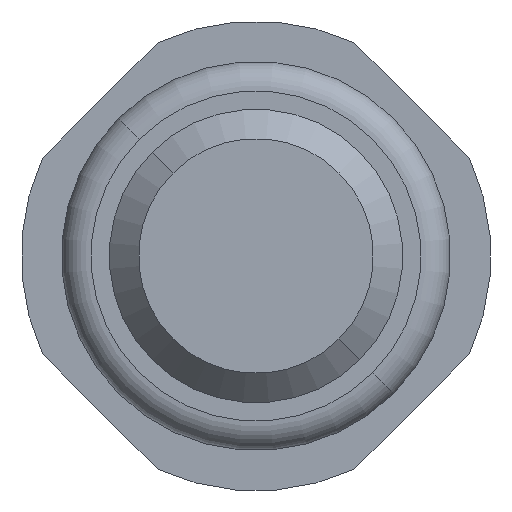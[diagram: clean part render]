
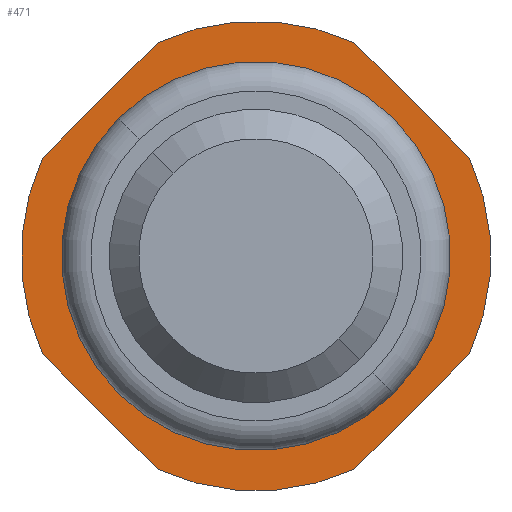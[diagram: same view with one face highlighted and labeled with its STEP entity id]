
A CAD part, front view. The second image highlights one B-rep face of the part: STEP entity #471.
In plain terms, the highlighted planar face has unit normal (0, -1, 0).
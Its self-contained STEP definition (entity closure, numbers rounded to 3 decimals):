
#7 = LINE ( 'NONE', #2803, #2885 ) ;
#14 = VERTEX_POINT ( 'NONE', #1688 ) ;
#41 = VERTEX_POINT ( 'NONE', #321 ) ;
#46 = CARTESIAN_POINT ( 'NONE',  ( 2.192, -2., 0.071 ) ) ;
#130 = VERTEX_POINT ( 'NONE', #2405 ) ;
#181 = CARTESIAN_POINT ( 'NONE',  ( -0.937, -2., 0.937 ) ) ;
#189 = AXIS2_PLACEMENT_3D ( 'NONE', #2447, #3121, #3416 ) ;
#233 = DIRECTION ( 'NONE',  ( 0., 1., 0. ) ) ;
#279 = DIRECTION ( 'NONE',  ( 0.707, 0., 0.707 ) ) ;
#321 = CARTESIAN_POINT ( 'NONE',  ( 1.454, -2., -0.667 ) ) ;
#324 = ORIENTED_EDGE ( 'NONE', *, *, #1970, .F. ) ;
#347 = ORIENTED_EDGE ( 'NONE', *, *, #2507, .F. ) ;
#355 = CARTESIAN_POINT ( 'NONE',  ( 1.454, -2., 0.667 ) ) ;
#408 = ORIENTED_EDGE ( 'NONE', *, *, #2088, .F. ) ;
#471 = ADVANCED_FACE ( 'Defeature ausgef�hrt3_8', ( #3131, #2450 ), #4304, .F. ) ;
#501 = AXIS2_PLACEMENT_3D ( 'NONE', #2648, #2664, #3964 ) ;
#552 = VERTEX_POINT ( 'NONE', #1495 ) ;
#570 = CIRCLE ( 'NONE', #2183, 1.6 ) ;
#711 = DIRECTION ( 'NONE',  ( -0.707, 0., -0.707 ) ) ;
#771 = VECTOR ( 'NONE', #711, 1000. ) ;
#797 = AXIS2_PLACEMENT_3D ( 'NONE', #2759, #1061, #3422 ) ;
#813 = VERTEX_POINT ( 'NONE', #2289 ) ;
#855 = CIRCLE ( 'NONE', #3779, 1.6 ) ;
#857 = CARTESIAN_POINT ( 'NONE',  ( 0., -2., 0. ) ) ;
#954 = CIRCLE ( 'NONE', #4016, 1.325 ) ;
#1061 = DIRECTION ( 'NONE',  ( 0., 1., 0. ) ) ;
#1177 = LINE ( 'NONE', #2055, #2365 ) ;
#1207 = ORIENTED_EDGE ( 'NONE', *, *, #1554, .T. ) ;
#1319 = EDGE_LOOP ( 'NONE', ( #1828, #1207 ) ) ;
#1326 = EDGE_CURVE ( 'Defeature ausgef�hrt3_6+Defeature ausgef�hrt3_8+Defeature ausgef�hrt3_13+Defeature ausgef�hrt3_14', #813, #4091, #3233, .T. ) ;
#1330 = CARTESIAN_POINT ( 'NONE',  ( 0., -2., 0. ) ) ;
#1367 = DIRECTION ( 'NONE',  ( -0.707, 0., 0.707 ) ) ;
#1475 = EDGE_LOOP ( 'NONE', ( #408, #2562, #3444, #2321, #347, #3664, #324, #3328 ) ) ;
#1495 = CARTESIAN_POINT ( 'NONE',  ( 0.667, -2., 1.454 ) ) ;
#1508 = VERTEX_POINT ( 'NONE', #181 ) ;
#1554 = EDGE_CURVE ( 'Defeature ausgef�hrt3_8+Defeature ausgef�hrt3_10+Defeature ausgef�hrt3_10+Defeature ausgef�hrt3_10', #14, #1508, #954, .T. ) ;
#1688 = CARTESIAN_POINT ( 'NONE',  ( 0.937, -2., -0.937 ) ) ;
#1715 = CIRCLE ( 'NONE', #501, 1.6 ) ;
#1828 = ORIENTED_EDGE ( 'NONE', *, *, #3503, .T. ) ;
#1876 = EDGE_CURVE ( 'Defeature ausgef�hrt3_4+Defeature ausgef�hrt3_8+Defeature ausgef�hrt3_15+Defeature ausgef�hrt3_12', #2399, #41, #570, .T. ) ;
#1887 = DIRECTION ( 'NONE',  ( 0.707, 0., -0.707 ) ) ;
#1904 = DIRECTION ( 'NONE',  ( -0.707, 0., 0.707 ) ) ;
#1921 = CARTESIAN_POINT ( 'NONE',  ( 0.667, -2., -1.454 ) ) ;
#1970 = EDGE_CURVE ( 'Defeature ausgef�hrt3_12+Defeature ausgef�hrt3_8+Defeature ausgef�hrt3_4+Defeature ausgef�hrt3_7', #41, #4283, #3494, .T. ) ;
#2055 = CARTESIAN_POINT ( 'NONE',  ( 0.071, -2., 2.192 ) ) ;
#2088 = EDGE_CURVE ( 'Defeature ausgef�hrt3_15+Defeature ausgef�hrt3_8+Defeature ausgef�hrt3_5+Defeature ausgef�hrt3_4', #552, #2399, #3199, .T. ) ;
#2183 = AXIS2_PLACEMENT_3D ( 'NONE', #1330, #3043, #1367 ) ;
#2235 = CARTESIAN_POINT ( 'NONE',  ( -1.454, -2., 0.667 ) ) ;
#2289 = CARTESIAN_POINT ( 'NONE',  ( -1.454, -2., -0.667 ) ) ;
#2321 = ORIENTED_EDGE ( 'NONE', *, *, #1326, .F. ) ;
#2353 = EDGE_CURVE ( 'Defeature ausgef�hrt3_7+Defeature ausgef�hrt3_8+Defeature ausgef�hrt3_12+Defeature ausgef�hrt3_13', #4283, #130, #855, .T. ) ;
#2365 = VECTOR ( 'NONE', #279, 1000. ) ;
#2399 = VERTEX_POINT ( 'NONE', #355 ) ;
#2405 = CARTESIAN_POINT ( 'NONE',  ( -0.667, -2., -1.454 ) ) ;
#2447 = CARTESIAN_POINT ( 'NONE',  ( 0., -2., 0. ) ) ;
#2450 = FACE_OUTER_BOUND ( 'NONE', #1475, .T. ) ;
#2504 = VERTEX_POINT ( 'NONE', #2856 ) ;
#2507 = EDGE_CURVE ( 'Defeature ausgef�hrt3_13+Defeature ausgef�hrt3_8+Defeature ausgef�hrt3_7+Defeature ausgef�hrt3_6', #130, #813, #7, .T. ) ;
#2562 = ORIENTED_EDGE ( 'NONE', *, *, #2710, .F. ) ;
#2648 = CARTESIAN_POINT ( 'NONE',  ( 0., -2., 0. ) ) ;
#2664 = DIRECTION ( 'NONE',  ( 0., 1., 0. ) ) ;
#2710 = EDGE_CURVE ( 'Defeature ausgef�hrt3_5+Defeature ausgef�hrt3_8+Defeature ausgef�hrt3_14+Defeature ausgef�hrt3_15', #2504, #552, #1715, .T. ) ;
#2759 = CARTESIAN_POINT ( 'NONE',  ( 0., -2., 0. ) ) ;
#2803 = CARTESIAN_POINT ( 'NONE',  ( -1.061, -2., -1.061 ) ) ;
#2813 = DIRECTION ( 'NONE',  ( -0.707, 0., 0.707 ) ) ;
#2856 = CARTESIAN_POINT ( 'NONE',  ( -0.667, -2., 1.454 ) ) ;
#2885 = VECTOR ( 'NONE', #2813, 1000. ) ;
#2997 = VECTOR ( 'NONE', #1887, 1000. ) ;
#3043 = DIRECTION ( 'NONE',  ( 0., 1., 0. ) ) ;
#3072 = DIRECTION ( 'NONE',  ( -0.707, 0., 0.707 ) ) ;
#3107 = DIRECTION ( 'NONE',  ( 0., 1., 0. ) ) ;
#3121 = DIRECTION ( 'NONE',  ( 0., 1., 0. ) ) ;
#3131 = FACE_BOUND ( 'NONE', #1319, .T. ) ;
#3199 = LINE ( 'NONE', #3217, #2997 ) ;
#3217 = CARTESIAN_POINT ( 'NONE',  ( 1.061, -2., 1.061 ) ) ;
#3233 = CIRCLE ( 'NONE', #797, 1.6 ) ;
#3264 = CARTESIAN_POINT ( 'NONE',  ( 1.131, -2., 1.131 ) ) ;
#3328 = ORIENTED_EDGE ( 'NONE', *, *, #1876, .F. ) ;
#3365 = CIRCLE ( 'NONE', #189, 1.325 ) ;
#3416 = DIRECTION ( 'NONE',  ( -0.707, 0., 0.707 ) ) ;
#3422 = DIRECTION ( 'NONE',  ( -0.707, 0., 0.707 ) ) ;
#3439 = CARTESIAN_POINT ( 'NONE',  ( 0., -2., 0. ) ) ;
#3444 = ORIENTED_EDGE ( 'NONE', *, *, #4391, .F. ) ;
#3494 = LINE ( 'NONE', #46, #771 ) ;
#3503 = EDGE_CURVE ( 'Defeature ausgef�hrt3_8+Defeature ausgef�hrt3_10+Defeature ausgef�hrt3_10+Defeature ausgef�hrt3_10', #1508, #14, #3365, .T. ) ;
#3539 = AXIS2_PLACEMENT_3D ( 'NONE', #3264, #233, #4321 ) ;
#3664 = ORIENTED_EDGE ( 'NONE', *, *, #2353, .F. ) ;
#3779 = AXIS2_PLACEMENT_3D ( 'NONE', #3439, #3107, #3072 ) ;
#3904 = DIRECTION ( 'NONE',  ( 0., 1., 0. ) ) ;
#3964 = DIRECTION ( 'NONE',  ( -0.707, 0., 0.707 ) ) ;
#4016 = AXIS2_PLACEMENT_3D ( 'NONE', #857, #3904, #1904 ) ;
#4091 = VERTEX_POINT ( 'NONE', #2235 ) ;
#4283 = VERTEX_POINT ( 'NONE', #1921 ) ;
#4304 = PLANE ( 'NONE',  #3539 ) ;
#4321 = DIRECTION ( 'NONE',  ( -0.707, 0., 0.707 ) ) ;
#4391 = EDGE_CURVE ( 'Defeature ausgef�hrt3_14+Defeature ausgef�hrt3_8+Defeature ausgef�hrt3_6+Defeature ausgef�hrt3_5', #4091, #2504, #1177, .T. ) ;
